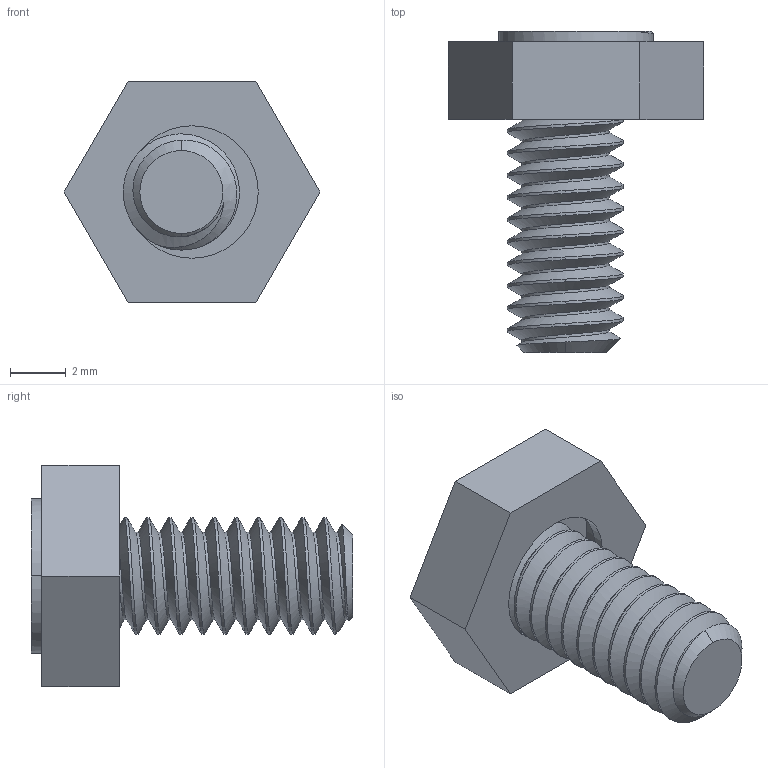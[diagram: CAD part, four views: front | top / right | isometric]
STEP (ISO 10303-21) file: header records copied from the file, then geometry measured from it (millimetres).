
FILE_DESCRIPTION (( 'STEP AP203' ), '1' );
FILE_NAME ('10202.STEP', '2020-05-07T17:59:01', ( 'Marc' ), ( 'Microsoft' ), 'SwSTEP 2.0', 'SolidWorks 2018', '' );
FILE_SCHEMA (( 'CONFIG_CONTROL_DESIGN' ));
Length unit declared in the file: inch
Products named in the file (3): 10580_10580; 10363_10363; 10202
Assembly tree (2 placements, depth 2):
  10202
    10580_10580
    10363_10363
Bounding box: 9.17 x 11.51 x 7.94 mm (x, y, z)
Volume: 227.2 mm3; surface area: 474.9 mm2
Topology: 2 solids, 2 shells, 65 faces, 158 edges, 100 vertices
Faces by surface type: cylinder 30, plane 19, cone 13, bspline 3
Entity records: 4153 total; most frequent: CARTESIAN_POINT 2488, ORIENTED_EDGE 316, DIRECTION 253, EDGE_CURVE 158, VERTEX_POINT 100, AXIS2_PLACEMENT_3D 94, EDGE_LOOP 70, VECTOR 65
